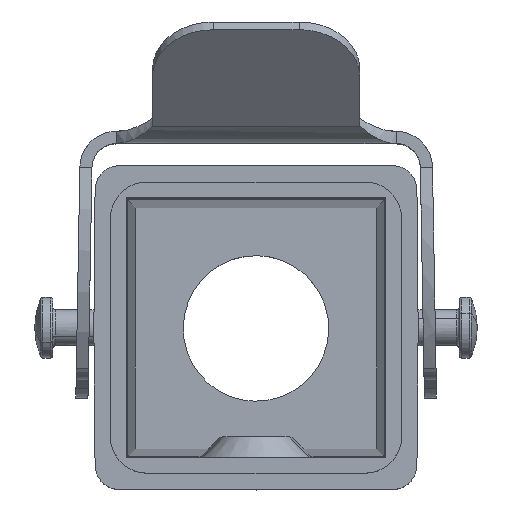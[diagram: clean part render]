
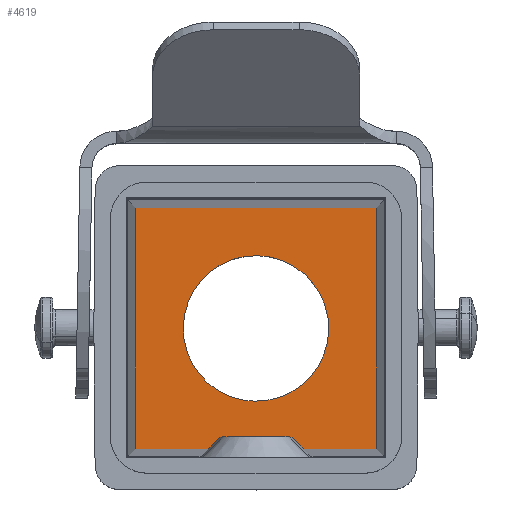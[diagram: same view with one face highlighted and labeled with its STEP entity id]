
A CAD part, top view. The second image highlights one B-rep face of the part: STEP entity #4619.
In plain terms, the highlighted planar face has unit normal (0, 0, 1).
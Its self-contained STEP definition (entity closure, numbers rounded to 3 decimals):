
#4589=AXIS2_PLACEMENT_3D('Plane Axis2P3D',#4586,#4587,#4588) ;
#4603=AXIS2_PLACEMENT_3D('Circle Axis2P3D',#4601,#4602,$) ;
#4612=AXIS2_PLACEMENT_3D('Circle Axis2P3D',#4610,#4611,$) ;
#3690=CARTESIAN_POINT('Vertex',(15.234,4.35,28.5)) ;
#3693=CARTESIAN_POINT('Line Origine',(14.759,3.875,28.5)) ;
#3697=CARTESIAN_POINT('Vertex',(14.284,3.401,28.5)) ;
#3747=CARTESIAN_POINT('Vertex',(21.266,4.35,28.5)) ;
#3754=CARTESIAN_POINT('Vertex',(22.216,3.401,28.5)) ;
#3757=CARTESIAN_POINT('Line Origine',(21.741,3.875,28.5)) ;
#3788=CARTESIAN_POINT('Line Origine',(18.25,4.35,28.5)) ;
#4490=CARTESIAN_POINT('Vertex',(28.199,3.401,28.5)) ;
#4493=CARTESIAN_POINT('Line Origine',(18.25,3.401,28.5)) ;
#4513=CARTESIAN_POINT('Vertex',(28.199,23.299,28.5)) ;
#4516=CARTESIAN_POINT('Line Origine',(28.199,13.35,28.5)) ;
#4536=CARTESIAN_POINT('Vertex',(8.301,23.299,28.5)) ;
#4539=CARTESIAN_POINT('Line Origine',(18.25,23.299,28.5)) ;
#4559=CARTESIAN_POINT('Vertex',(8.301,3.401,28.5)) ;
#4562=CARTESIAN_POINT('Line Origine',(8.301,13.35,28.5)) ;
#4574=CARTESIAN_POINT('Line Origine',(18.25,3.401,28.5)) ;
#4586=CARTESIAN_POINT('Axis2P3D Location',(18.25,13.35,28.5)) ;
#4601=CARTESIAN_POINT('Axis2P3D Location',(18.25,13.35,28.5)) ;
#4605=CARTESIAN_POINT('Vertex',(21.127,8.085,28.5)) ;
#4607=CARTESIAN_POINT('Vertex',(15.373,18.615,28.5)) ;
#4610=CARTESIAN_POINT('Axis2P3D Location',(18.25,13.35,28.5)) ;
#3694=DIRECTION('Vector Direction',(-0.707,-0.707,0.)) ;
#3758=DIRECTION('Vector Direction',(0.707,-0.707,0.)) ;
#3789=DIRECTION('Vector Direction',(1.,0.,0.)) ;
#4494=DIRECTION('Vector Direction',(1.,0.,0.)) ;
#4517=DIRECTION('Vector Direction',(0.,1.,0.)) ;
#4540=DIRECTION('Vector Direction',(-1.,0.,0.)) ;
#4563=DIRECTION('Vector Direction',(0.,-1.,0.)) ;
#4575=DIRECTION('Vector Direction',(1.,0.,0.)) ;
#4587=DIRECTION('Axis2P3D Direction',(0.,0.,-1.)) ;
#4588=DIRECTION('Axis2P3D XDirection',(0.,1.,0.)) ;
#4602=DIRECTION('Axis2P3D Direction',(0.,0.,-1.)) ;
#4611=DIRECTION('Axis2P3D Direction',(0.,0.,-1.)) ;
#3695=VECTOR('Line Direction',#3694,1.) ;
#3759=VECTOR('Line Direction',#3758,1.) ;
#3790=VECTOR('Line Direction',#3789,1.) ;
#4495=VECTOR('Line Direction',#4494,1.) ;
#4518=VECTOR('Line Direction',#4517,1.) ;
#4541=VECTOR('Line Direction',#4540,1.) ;
#4564=VECTOR('Line Direction',#4563,1.) ;
#4576=VECTOR('Line Direction',#4575,1.) ;
#4592=ORIENTED_EDGE('',*,*,#3699,.F.) ;
#4593=ORIENTED_EDGE('',*,*,#3792,.T.) ;
#4594=ORIENTED_EDGE('',*,*,#3761,.T.) ;
#4595=ORIENTED_EDGE('',*,*,#4497,.F.) ;
#4596=ORIENTED_EDGE('',*,*,#4520,.F.) ;
#4597=ORIENTED_EDGE('',*,*,#4543,.F.) ;
#4598=ORIENTED_EDGE('',*,*,#4566,.F.) ;
#4599=ORIENTED_EDGE('',*,*,#4578,.F.) ;
#4616=ORIENTED_EDGE('',*,*,#4609,.T.) ;
#4617=ORIENTED_EDGE('',*,*,#4614,.T.) ;
#4618=FACE_BOUND('',#4615,.T.) ;
#4619=ADVANCED_FACE('Hauptk\X2\00F6\X0\rper',(#4600,#4618),#4590,.F.) ;
#4604=CIRCLE('generated circle',#4603,6.) ;
#4613=CIRCLE('generated circle',#4612,6.) ;
#3699=EDGE_CURVE('',#3691,#3698,#3696,.T.) ;
#3761=EDGE_CURVE('',#3748,#3755,#3760,.T.) ;
#3792=EDGE_CURVE('',#3691,#3748,#3791,.T.) ;
#4497=EDGE_CURVE('',#4491,#3755,#4496,.F.) ;
#4520=EDGE_CURVE('',#4514,#4491,#4519,.F.) ;
#4543=EDGE_CURVE('',#4537,#4514,#4542,.F.) ;
#4566=EDGE_CURVE('',#4560,#4537,#4565,.F.) ;
#4578=EDGE_CURVE('',#3698,#4560,#4577,.F.) ;
#4609=EDGE_CURVE('',#4606,#4608,#4604,.T.) ;
#4614=EDGE_CURVE('',#4608,#4606,#4613,.T.) ;
#4591=EDGE_LOOP('',(#4592,#4593,#4594,#4595,#4596,#4597,#4598,#4599)) ;
#4615=EDGE_LOOP('',(#4616,#4617)) ;
#4600=FACE_OUTER_BOUND('',#4591,.T.) ;
#3696=LINE('Line',#3693,#3695) ;
#3760=LINE('Line',#3757,#3759) ;
#3791=LINE('Line',#3788,#3790) ;
#4496=LINE('Line',#4493,#4495) ;
#4519=LINE('Line',#4516,#4518) ;
#4542=LINE('Line',#4539,#4541) ;
#4565=LINE('Line',#4562,#4564) ;
#4577=LINE('Line',#4574,#4576) ;
#4590=PLANE('',#4589) ;
#3691=VERTEX_POINT('',#3690) ;
#3698=VERTEX_POINT('',#3697) ;
#3748=VERTEX_POINT('',#3747) ;
#3755=VERTEX_POINT('',#3754) ;
#4491=VERTEX_POINT('',#4490) ;
#4514=VERTEX_POINT('',#4513) ;
#4537=VERTEX_POINT('',#4536) ;
#4560=VERTEX_POINT('',#4559) ;
#4606=VERTEX_POINT('',#4605) ;
#4608=VERTEX_POINT('',#4607) ;
